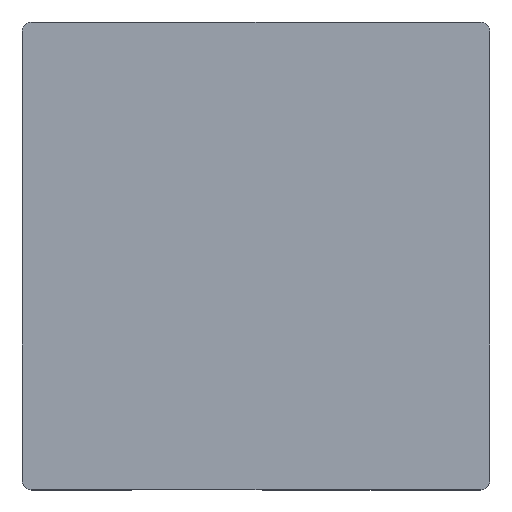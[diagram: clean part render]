
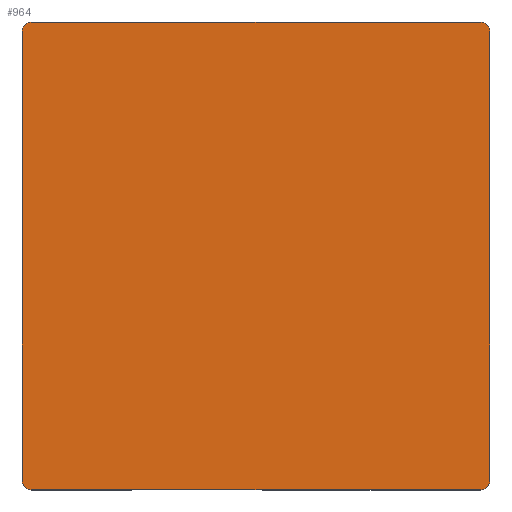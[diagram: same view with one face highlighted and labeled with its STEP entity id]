
A CAD part, top view. The second image highlights one B-rep face of the part: STEP entity #964.
In plain terms, the highlighted planar face has unit normal (0, 0, 1).
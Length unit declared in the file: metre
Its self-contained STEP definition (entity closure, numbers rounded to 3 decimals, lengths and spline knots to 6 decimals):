
#62=CIRCLE('',#1040,0.00127);
#63=CIRCLE('',#1041,0.00127);
#64=CIRCLE('',#1042,0.00127);
#65=CIRCLE('',#1043,0.00127);
#138=ORIENTED_EDGE('',*,*,#414,.T.);
#139=ORIENTED_EDGE('',*,*,#424,.T.);
#140=ORIENTED_EDGE('',*,*,#416,.F.);
#141=ORIENTED_EDGE('',*,*,#425,.T.);
#142=ORIENTED_EDGE('',*,*,#406,.F.);
#143=ORIENTED_EDGE('',*,*,#426,.T.);
#144=ORIENTED_EDGE('',*,*,#410,.T.);
#145=ORIENTED_EDGE('',*,*,#427,.T.);
#406=EDGE_CURVE('',#548,#549,#634,.T.);
#410=EDGE_CURVE('',#553,#552,#638,.T.);
#414=EDGE_CURVE('',#557,#556,#642,.T.);
#416=EDGE_CURVE('',#558,#559,#644,.T.);
#424=EDGE_CURVE('',#556,#559,#62,.T.);
#425=EDGE_CURVE('',#558,#549,#63,.T.);
#426=EDGE_CURVE('',#548,#553,#64,.T.);
#427=EDGE_CURVE('',#552,#557,#65,.T.);
#548=VERTEX_POINT('',#1507);
#549=VERTEX_POINT('',#1509);
#552=VERTEX_POINT('',#1516);
#553=VERTEX_POINT('',#1518);
#556=VERTEX_POINT('',#1525);
#557=VERTEX_POINT('',#1527);
#558=VERTEX_POINT('',#1531);
#559=VERTEX_POINT('',#1532);
#634=LINE('',#1508,#732);
#638=LINE('',#1517,#736);
#642=LINE('',#1526,#740);
#644=LINE('',#1530,#742);
#732=VECTOR('',#1175,1.);
#736=VECTOR('',#1181,1.);
#740=VECTOR('',#1187,1.);
#742=VECTOR('',#1191,1.);
#814=EDGE_LOOP('',(#138,#139,#140,#141,#142,#143,#144,#145));
#876=FACE_BOUND('',#814,.T.);
#938=PLANE('',#1039);
#964=ADVANCED_FACE('',(#876),#938,.T.);
#1039=AXIS2_PLACEMENT_3D('',#1546,#1199,#1200);
#1040=AXIS2_PLACEMENT_3D('',#1547,#1201,#1202);
#1041=AXIS2_PLACEMENT_3D('',#1548,#1203,#1204);
#1042=AXIS2_PLACEMENT_3D('',#1549,#1205,#1206);
#1043=AXIS2_PLACEMENT_3D('',#1550,#1207,#1208);
#1175=DIRECTION('',(0.,-1.,0.));
#1181=DIRECTION('',(-1.,0.,0.));
#1187=DIRECTION('',(0.,-1.,0.));
#1191=DIRECTION('',(-1.,0.,0.));
#1199=DIRECTION('',(0.,0.,1.));
#1200=DIRECTION('',(1.,0.,0.));
#1201=DIRECTION('',(0.,0.,1.));
#1202=DIRECTION('',(1.,0.,0.));
#1203=DIRECTION('',(0.,0.,1.));
#1204=DIRECTION('',(1.,0.,0.));
#1205=DIRECTION('',(0.,0.,1.));
#1206=DIRECTION('',(1.,0.,0.));
#1207=DIRECTION('',(0.,0.,1.));
#1208=DIRECTION('',(1.,0.,0.));
#1507=CARTESIAN_POINT('',(0.03175,0.03048,0.029718));
#1508=CARTESIAN_POINT('',(0.03175,0.,0.029718));
#1509=CARTESIAN_POINT('',(0.03175,-0.03048,0.029718));
#1516=CARTESIAN_POINT('',(-0.03048,0.03175,0.029718));
#1517=CARTESIAN_POINT('',(0.,0.03175,0.029718));
#1518=CARTESIAN_POINT('',(0.03048,0.03175,0.029718));
#1525=CARTESIAN_POINT('',(-0.03175,-0.03048,0.029718));
#1526=CARTESIAN_POINT('',(-0.03175,0.,0.029718));
#1527=CARTESIAN_POINT('',(-0.03175,0.03048,0.029718));
#1530=CARTESIAN_POINT('',(0.,-0.03175,0.029718));
#1531=CARTESIAN_POINT('',(0.03048,-0.03175,0.029718));
#1532=CARTESIAN_POINT('',(-0.03048,-0.03175,0.029718));
#1546=CARTESIAN_POINT('',(0.,0.,0.029718));
#1547=CARTESIAN_POINT('',(-0.03048,-0.03048,0.029718));
#1548=CARTESIAN_POINT('',(0.03048,-0.03048,0.029718));
#1549=CARTESIAN_POINT('',(0.03048,0.03048,0.029718));
#1550=CARTESIAN_POINT('',(-0.03048,0.03048,0.029718));
